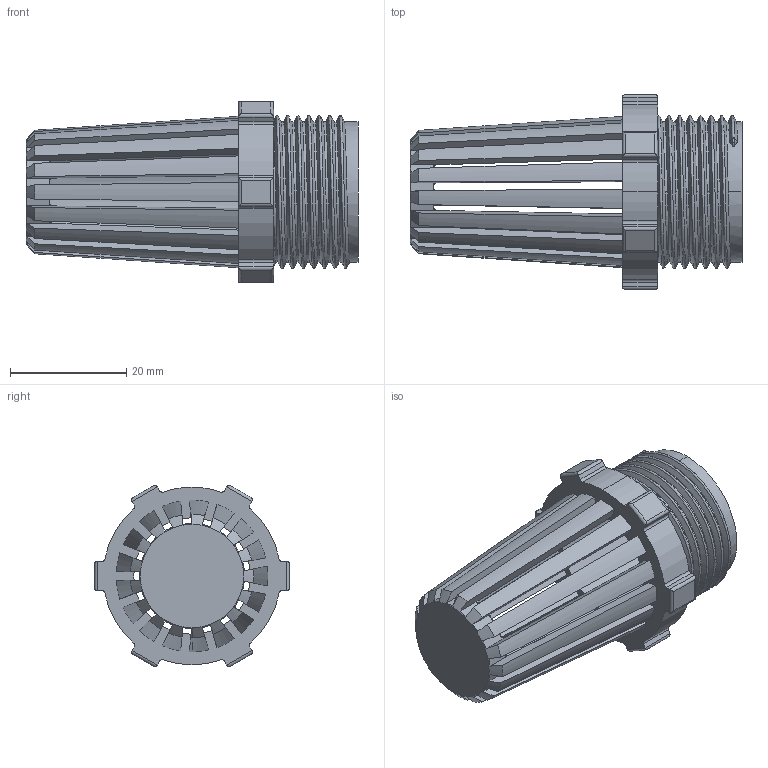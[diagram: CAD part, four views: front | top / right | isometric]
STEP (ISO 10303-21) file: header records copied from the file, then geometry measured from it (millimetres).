
FILE_DESCRIPTION (( 'STEP AP214' ), '1' );
FILE_NAME ('00173_0505.STEP', '2023-04-26T07:54:57', ( '' ), ( '' ), 'SwSTEP 2.0', 'SolidWorks 2022', '' );
FILE_SCHEMA (( 'AUTOMOTIVE_DESIGN' ));
Length unit declared in the file: millimetre
Products named in the file (1): 00173_0505
Bounding box: 57 x 33.5 x 31.15 mm (x, y, z)
Volume: 9065.6 mm3; surface area: 10354.1 mm2
Topology: 1 solids, 1 shells, 184 faces, 547 edges, 348 vertices
Faces by surface type: plane 74, cylinder 64, cone 41, bspline 3, torus 2
Entity records: 8599 total; most frequent: CARTESIAN_POINT 4004, ORIENTED_EDGE 1088, DIRECTION 816, EDGE_CURVE 544, VERTEX_POINT 348, AXIS2_PLACEMENT_3D 312, EDGE_LOOP 204, LINE 192
